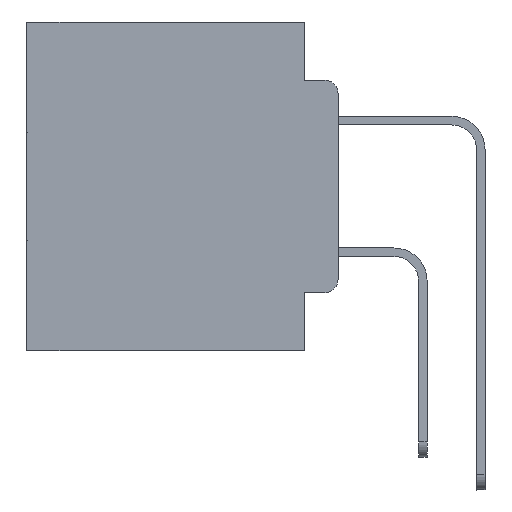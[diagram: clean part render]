
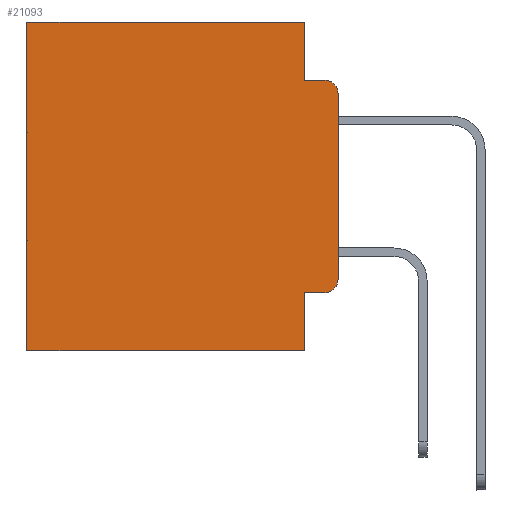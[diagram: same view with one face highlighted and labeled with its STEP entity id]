
A CAD part, left-side view. The second image highlights one B-rep face of the part: STEP entity #21093.
In plain terms, the highlighted planar face has unit normal (-1, 0, 0).
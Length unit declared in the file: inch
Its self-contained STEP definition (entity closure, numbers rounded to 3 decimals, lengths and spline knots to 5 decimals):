
#81 = VECTOR ( 'NONE', #20000, 39.37008 ) ;
#259 = CARTESIAN_POINT ( 'NONE',  ( 0.298, 0., 0. ) ) ;
#303 = VERTEX_POINT ( 'NONE', #14412 ) ;
#757 = VERTEX_POINT ( 'NONE', #14510 ) ;
#1472 = VECTOR ( 'NONE', #16570, 39.37008 ) ;
#1756 = FACE_OUTER_BOUND ( 'NONE', #31233, .T. ) ;
#2359 = EDGE_CURVE ( 'NONE', #21107, #17486, #14793, .T. ) ;
#2595 = EDGE_CURVE ( 'NONE', #14321, #28939, #27385, .T. ) ;
#2718 = CARTESIAN_POINT ( 'NONE',  ( 0.298, 0.02, -0.1085 ) ) ;
#2945 = CARTESIAN_POINT ( 'NONE',  ( 0.298, 0., -0.3915 ) ) ;
#3014 = ORIENTED_EDGE ( 'NONE', *, *, #29444, .T. ) ;
#4115 = DIRECTION ( 'NONE',  ( 0., -1., 0. ) ) ;
#5301 = DIRECTION ( 'NONE',  ( 0., 0., -1. ) ) ;
#5791 = EDGE_CURVE ( 'NONE', #28939, #23424, #30008, .T. ) ;
#6135 = CIRCLE ( 'NONE', #16121, 0.02 ) ;
#6350 = CARTESIAN_POINT ( 'NONE',  ( 0.298, 0.051, -0.0885 ) ) ;
#6752 = CARTESIAN_POINT ( 'NONE',  ( 0.298, 0., -0.5 ) ) ;
#6857 = VECTOR ( 'NONE', #21501, 39.37008 ) ;
#6934 = DIRECTION ( 'NONE',  ( -1., 0., 0. ) ) ;
#7451 = EDGE_CURVE ( 'NONE', #14321, #12374, #20002, .T. ) ;
#7884 = EDGE_CURVE ( 'NONE', #17486, #23424, #13449, .T. ) ;
#8060 = VERTEX_POINT ( 'NONE', #13026 ) ;
#8112 = ORIENTED_EDGE ( 'NONE', *, *, #7451, .F. ) ;
#8506 = LINE ( 'NONE', #30749, #20067 ) ;
#8827 = DIRECTION ( 'NONE',  ( 0., 0., -1. ) ) ;
#8960 = VECTOR ( 'NONE', #4115, 39.37008 ) ;
#9032 = CARTESIAN_POINT ( 'NONE',  ( 0.298, 0.473, 0. ) ) ;
#9267 = ORIENTED_EDGE ( 'NONE', *, *, #2595, .T. ) ;
#9469 = CARTESIAN_POINT ( 'NONE',  ( 0.298, 0.051, -0.5 ) ) ;
#9743 = LINE ( 'NONE', #21423, #8960 ) ;
#10204 = CARTESIAN_POINT ( 'NONE',  ( 0.298, 0.051, 0. ) ) ;
#10539 = CARTESIAN_POINT ( 'NONE',  ( 0.298, 0.051, -0.4115 ) ) ;
#10591 = ORIENTED_EDGE ( 'NONE', *, *, #2359, .F. ) ;
#11494 = VERTEX_POINT ( 'NONE', #2945 ) ;
#11752 = ORIENTED_EDGE ( 'NONE', *, *, #7884, .F. ) ;
#12374 = VERTEX_POINT ( 'NONE', #6350 ) ;
#12464 = EDGE_CURVE ( 'NONE', #12374, #757, #9743, .T. ) ;
#13026 = CARTESIAN_POINT ( 'NONE',  ( 0.298, 0.02, -0.4115 ) ) ;
#13449 = LINE ( 'NONE', #6752, #6857 ) ;
#14096 = EDGE_CURVE ( 'NONE', #303, #757, #6135, .T. ) ;
#14321 = VERTEX_POINT ( 'NONE', #30702 ) ;
#14382 = VECTOR ( 'NONE', #14921, 39.37008 ) ;
#14412 = CARTESIAN_POINT ( 'NONE',  ( 0.298, 0., -0.1085 ) ) ;
#14510 = CARTESIAN_POINT ( 'NONE',  ( 0.298, 0.02, -0.0885 ) ) ;
#14793 = LINE ( 'NONE', #16186, #1472 ) ;
#14921 = DIRECTION ( 'NONE',  ( 0., 1., 0. ) ) ;
#15405 = DIRECTION ( 'NONE',  ( 0., 0., -1. ) ) ;
#16121 = AXIS2_PLACEMENT_3D ( 'NONE', #2718, #20088, #5301 ) ;
#16141 = CIRCLE ( 'NONE', #20831, 0.02 ) ;
#16186 = CARTESIAN_POINT ( 'NONE',  ( 0.298, 0.051, 0. ) ) ;
#16570 = DIRECTION ( 'NONE',  ( 0., 0., -1. ) ) ;
#16991 = AXIS2_PLACEMENT_3D ( 'NONE', #259, #29994, #15405 ) ;
#17486 = VERTEX_POINT ( 'NONE', #9469 ) ;
#18166 = CARTESIAN_POINT ( 'NONE',  ( 0.298, 0.051, -0.4115 ) ) ;
#19832 = ORIENTED_EDGE ( 'NONE', *, *, #27799, .T. ) ;
#20000 = DIRECTION ( 'NONE',  ( 0., 0., -1. ) ) ;
#20002 = LINE ( 'NONE', #10204, #81 ) ;
#20067 = VECTOR ( 'NONE', #8827, 39.37008 ) ;
#20088 = DIRECTION ( 'NONE',  ( -1., 0., 0. ) ) ;
#20498 = ORIENTED_EDGE ( 'NONE', *, *, #14096, .T. ) ;
#20662 = EDGE_CURVE ( 'NONE', #303, #11494, #8506, .T. ) ;
#20831 = AXIS2_PLACEMENT_3D ( 'NONE', #21680, #6934, #24156 ) ;
#21057 = LINE ( 'NONE', #18166, #26780 ) ;
#21093 = ADVANCED_FACE ( 'NONE', ( #1756 ), #27555, .F. ) ;
#21097 = CARTESIAN_POINT ( 'NONE',  ( 0.298, 0.473, -0.5 ) ) ;
#21107 = VERTEX_POINT ( 'NONE', #10539 ) ;
#21423 = CARTESIAN_POINT ( 'NONE',  ( 0.298, 0.051, -0.0885 ) ) ;
#21501 = DIRECTION ( 'NONE',  ( 0., 1., 0. ) ) ;
#21680 = CARTESIAN_POINT ( 'NONE',  ( 0.298, 0.02, -0.3915 ) ) ;
#21686 = CARTESIAN_POINT ( 'NONE',  ( 0.298, 0., 0. ) ) ;
#22727 = ORIENTED_EDGE ( 'NONE', *, *, #20662, .F. ) ;
#22749 = ORIENTED_EDGE ( 'NONE', *, *, #5791, .T. ) ;
#23424 = VERTEX_POINT ( 'NONE', #21097 ) ;
#24156 = DIRECTION ( 'NONE',  ( 0., 0., -1. ) ) ;
#25546 = DIRECTION ( 'NONE',  ( 0., -1., 0. ) ) ;
#25584 = DIRECTION ( 'NONE',  ( 0., 0., -1. ) ) ;
#26780 = VECTOR ( 'NONE', #25546, 39.37008 ) ;
#27346 = ORIENTED_EDGE ( 'NONE', *, *, #12464, .F. ) ;
#27385 = LINE ( 'NONE', #21686, #14382 ) ;
#27555 = PLANE ( 'NONE',  #16991 ) ;
#27799 = EDGE_CURVE ( 'NONE', #8060, #11494, #16141, .T. ) ;
#28939 = VERTEX_POINT ( 'NONE', #9032 ) ;
#29271 = VECTOR ( 'NONE', #25584, 39.37008 ) ;
#29444 = EDGE_CURVE ( 'NONE', #21107, #8060, #21057, .T. ) ;
#29994 = DIRECTION ( 'NONE',  ( 1., 0., 0. ) ) ;
#30008 = LINE ( 'NONE', #30958, #29271 ) ;
#30702 = CARTESIAN_POINT ( 'NONE',  ( 0.298, 0.051, 0. ) ) ;
#30749 = CARTESIAN_POINT ( 'NONE',  ( 0.298, 0., 0. ) ) ;
#30958 = CARTESIAN_POINT ( 'NONE',  ( 0.298, 0.473, 0. ) ) ;
#31233 = EDGE_LOOP ( 'NONE', ( #22727, #20498, #27346, #8112, #9267, #22749, #11752, #10591, #3014, #19832 ) ) ;
